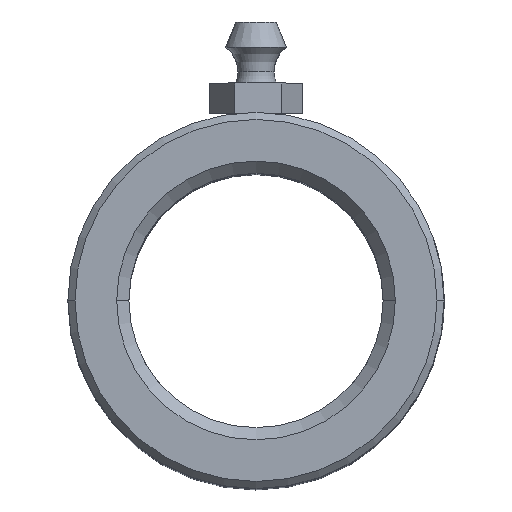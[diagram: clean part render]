
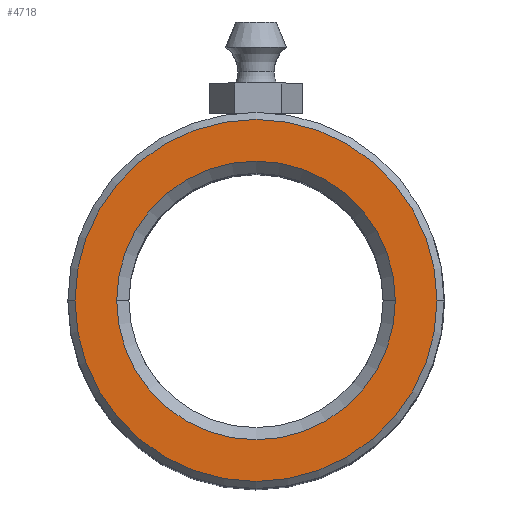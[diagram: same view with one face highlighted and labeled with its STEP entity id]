
A CAD part, top view. The second image highlights one B-rep face of the part: STEP entity #4718.
In plain terms, the highlighted planar face has unit normal (0, 0, 1).
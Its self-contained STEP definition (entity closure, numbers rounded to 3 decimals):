
#88 = DIRECTION ( 'NONE',  ( 0., 0., 1. ) ) ;
#147 = CIRCLE ( 'NONE', #2902, 17.8 ) ;
#420 = AXIS2_PLACEMENT_3D ( 'NONE', #1768, #5424, #2824 ) ;
#501 = ORIENTED_EDGE ( 'NONE', *, *, #1315, .T. ) ;
#746 = DIRECTION ( 'NONE',  ( 1., 0., 0. ) ) ;
#1021 = CIRCLE ( 'NONE', #5573, 13.7 ) ;
#1193 = CARTESIAN_POINT ( 'NONE',  ( 17.8, 0., 80. ) ) ;
#1251 = CARTESIAN_POINT ( 'NONE',  ( 0., 0., 80. ) ) ;
#1315 = EDGE_CURVE ( 'NONE', #4170, #6493, #2371, .T. ) ;
#1507 = CARTESIAN_POINT ( 'NONE',  ( 13.7, 0., 80. ) ) ;
#1649 = CIRCLE ( 'NONE', #420, 13.7 ) ;
#1738 = CARTESIAN_POINT ( 'NONE',  ( 0., 0., 80. ) ) ;
#1768 = CARTESIAN_POINT ( 'NONE',  ( 0., 0., 80. ) ) ;
#1855 = CARTESIAN_POINT ( 'NONE',  ( -17.8, 0., 80. ) ) ;
#2163 = ORIENTED_EDGE ( 'NONE', *, *, #6356, .T. ) ;
#2192 = DIRECTION ( 'NONE',  ( 1., 0., 0. ) ) ;
#2371 = CIRCLE ( 'NONE', #2491, 17.8 ) ;
#2491 = AXIS2_PLACEMENT_3D ( 'NONE', #5778, #88, #2192 ) ;
#2688 = FACE_OUTER_BOUND ( 'NONE', #5722, .T. ) ;
#2803 = CARTESIAN_POINT ( 'NONE',  ( 0., 0., 80. ) ) ;
#2804 = EDGE_CURVE ( 'NONE', #6493, #4170, #147, .T. ) ;
#2824 = DIRECTION ( 'NONE',  ( 1., 0., 0. ) ) ;
#2902 = AXIS2_PLACEMENT_3D ( 'NONE', #1251, #4845, #6269 ) ;
#2962 = EDGE_CURVE ( 'NONE', #3089, #4072, #1649, .T. ) ;
#3089 = VERTEX_POINT ( 'NONE', #4863 ) ;
#3738 = FACE_BOUND ( 'NONE', #5043, .T. ) ;
#3791 = PLANE ( 'NONE',  #4098 ) ;
#4072 = VERTEX_POINT ( 'NONE', #1507 ) ;
#4098 = AXIS2_PLACEMENT_3D ( 'NONE', #1738, #4836, #5847 ) ;
#4170 = VERTEX_POINT ( 'NONE', #1855 ) ;
#4712 = ORIENTED_EDGE ( 'NONE', *, *, #2804, .T. ) ;
#4718 = ADVANCED_FACE ( 'NONE', ( #2688, #3738 ), #3791, .T. ) ;
#4739 = ORIENTED_EDGE ( 'NONE', *, *, #2962, .T. ) ;
#4836 = DIRECTION ( 'NONE',  ( 0., 0., 1. ) ) ;
#4845 = DIRECTION ( 'NONE',  ( 0., 0., 1. ) ) ;
#4863 = CARTESIAN_POINT ( 'NONE',  ( -13.7, 0., 80. ) ) ;
#5043 = EDGE_LOOP ( 'NONE', ( #2163, #4739 ) ) ;
#5357 = DIRECTION ( 'NONE',  ( 0., 0., -1. ) ) ;
#5424 = DIRECTION ( 'NONE',  ( 0., 0., -1. ) ) ;
#5573 = AXIS2_PLACEMENT_3D ( 'NONE', #2803, #5357, #746 ) ;
#5722 = EDGE_LOOP ( 'NONE', ( #501, #4712 ) ) ;
#5778 = CARTESIAN_POINT ( 'NONE',  ( 0., 0., 80. ) ) ;
#5847 = DIRECTION ( 'NONE',  ( 1., 0., 0. ) ) ;
#6269 = DIRECTION ( 'NONE',  ( 1., 0., 0. ) ) ;
#6356 = EDGE_CURVE ( 'NONE', #4072, #3089, #1021, .T. ) ;
#6493 = VERTEX_POINT ( 'NONE', #1193 ) ;
